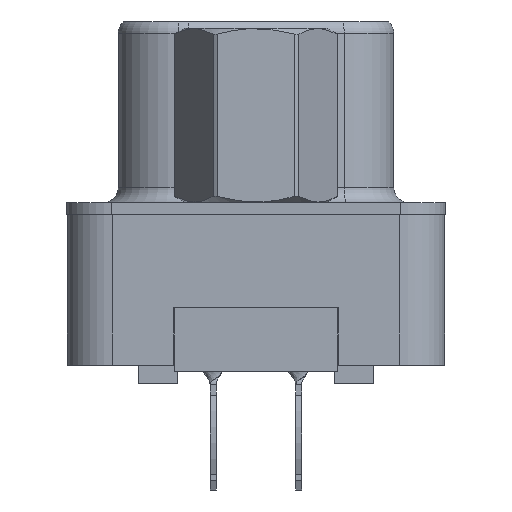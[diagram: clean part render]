
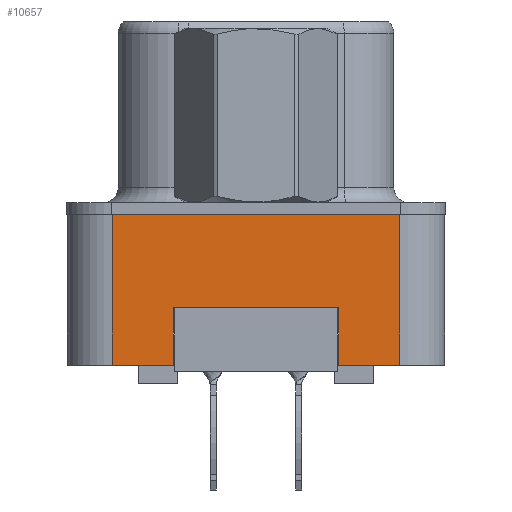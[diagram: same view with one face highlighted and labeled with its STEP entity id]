
A CAD part, left-side view. The second image highlights one B-rep face of the part: STEP entity #10657.
In plain terms, the highlighted planar face has unit normal (-1, 0, 0).
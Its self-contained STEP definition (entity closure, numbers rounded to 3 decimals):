
#37 = EDGE_CURVE ( 'NONE', #19269, #23366, #5693, .T. ) ;
#273 = ORIENTED_EDGE ( 'NONE', *, *, #11009, .T. ) ;
#483 = CARTESIAN_POINT ( 'NONE',  ( -2.935, -4.775, -5. ) ) ;
#637 = ORIENTED_EDGE ( 'NONE', *, *, #4409, .F. ) ;
#689 = LINE ( 'NONE', #12473, #24425 ) ;
#775 = CARTESIAN_POINT ( 'NONE',  ( -2.935, -4.775, 0. ) ) ;
#908 = CARTESIAN_POINT ( 'NONE',  ( -2.935, 2.75, -5. ) ) ;
#1148 = LINE ( 'NONE', #18599, #9145 ) ;
#1201 = ORIENTED_EDGE ( 'NONE', *, *, #9659, .F. ) ;
#1986 = ORIENTED_EDGE ( 'NONE', *, *, #37, .F. ) ;
#2585 = EDGE_CURVE ( 'NONE', #3535, #13104, #9326, .T. ) ;
#2912 = DIRECTION ( 'NONE',  ( 0., -1., 0. ) ) ;
#3253 = LINE ( 'NONE', #13132, #4611 ) ;
#3423 = VECTOR ( 'NONE', #20622, 1000. ) ;
#3535 = VERTEX_POINT ( 'NONE', #9086 ) ;
#4218 = ORIENTED_EDGE ( 'NONE', *, *, #5244, .T. ) ;
#4409 = EDGE_CURVE ( 'NONE', #24048, #10028, #4786, .T. ) ;
#4538 = ORIENTED_EDGE ( 'NONE', *, *, #2585, .T. ) ;
#4611 = VECTOR ( 'NONE', #9490, 1000. ) ;
#4668 = CARTESIAN_POINT ( 'NONE',  ( -2.935, 2.75, -3.1 ) ) ;
#4786 = LINE ( 'NONE', #775, #19409 ) ;
#5029 = DIRECTION ( 'NONE',  ( 0., -1., 0. ) ) ;
#5244 = EDGE_CURVE ( 'NONE', #22074, #23366, #17683, .T. ) ;
#5693 = LINE ( 'NONE', #9565, #20072 ) ;
#5957 = AXIS2_PLACEMENT_3D ( 'NONE', #20495, #22608, #10830 ) ;
#7258 = CARTESIAN_POINT ( 'NONE',  ( -2.935, 2.75, -3.1 ) ) ;
#7946 = CARTESIAN_POINT ( 'NONE',  ( -2.935, -2.75, -5. ) ) ;
#8133 = DIRECTION ( 'NONE',  ( 0., -1., 0. ) ) ;
#9000 = LINE ( 'NONE', #7258, #15928 ) ;
#9086 = CARTESIAN_POINT ( 'NONE',  ( -2.935, -2.75, -3.1 ) ) ;
#9145 = VECTOR ( 'NONE', #5029, 1000. ) ;
#9326 = LINE ( 'NONE', #21005, #3423 ) ;
#9490 = DIRECTION ( 'NONE',  ( 0., 0., 1. ) ) ;
#9565 = CARTESIAN_POINT ( 'NONE',  ( -2.935, 2.75, -3.1 ) ) ;
#9659 = EDGE_CURVE ( 'NONE', #3535, #19269, #9000, .T. ) ;
#10028 = VERTEX_POINT ( 'NONE', #21789 ) ;
#10343 = DIRECTION ( 'NONE',  ( 0., 0., 1. ) ) ;
#10657 = ADVANCED_FACE ( 'NONE', ( #11194 ), #12703, .T. ) ;
#10830 = DIRECTION ( 'NONE',  ( 0., 0., 1. ) ) ;
#10838 = CARTESIAN_POINT ( 'NONE',  ( -2.935, 4.775, 0. ) ) ;
#11004 = EDGE_LOOP ( 'NONE', ( #4538, #273, #19393, #637, #15626, #4218, #1986, #1201 ) ) ;
#11009 = EDGE_CURVE ( 'NONE', #13104, #19021, #1148, .T. ) ;
#11194 = FACE_OUTER_BOUND ( 'NONE', #11004, .T. ) ;
#11313 = CARTESIAN_POINT ( 'NONE',  ( -2.935, -4.775, -5. ) ) ;
#12473 = CARTESIAN_POINT ( 'NONE',  ( -2.935, -4.775, -5. ) ) ;
#12703 = PLANE ( 'NONE',  #5957 ) ;
#13019 = CARTESIAN_POINT ( 'NONE',  ( -2.935, 4.775, -5. ) ) ;
#13104 = VERTEX_POINT ( 'NONE', #7946 ) ;
#13132 = CARTESIAN_POINT ( 'NONE',  ( -2.935, 4.775, -5. ) ) ;
#14194 = DIRECTION ( 'NONE',  ( 0., 1., 0. ) ) ;
#15626 = ORIENTED_EDGE ( 'NONE', *, *, #23730, .F. ) ;
#15928 = VECTOR ( 'NONE', #14194, 1000. ) ;
#17683 = LINE ( 'NONE', #483, #21432 ) ;
#18599 = CARTESIAN_POINT ( 'NONE',  ( -2.935, -4.775, -5. ) ) ;
#19021 = VERTEX_POINT ( 'NONE', #11313 ) ;
#19119 = DIRECTION ( 'NONE',  ( 0., 0., -1. ) ) ;
#19269 = VERTEX_POINT ( 'NONE', #4668 ) ;
#19393 = ORIENTED_EDGE ( 'NONE', *, *, #22848, .T. ) ;
#19409 = VECTOR ( 'NONE', #2912, 1000. ) ;
#20072 = VECTOR ( 'NONE', #19119, 1000. ) ;
#20495 = CARTESIAN_POINT ( 'NONE',  ( -2.935, -4.775, -5. ) ) ;
#20622 = DIRECTION ( 'NONE',  ( 0., 0., -1. ) ) ;
#21005 = CARTESIAN_POINT ( 'NONE',  ( -2.935, -2.75, -3.1 ) ) ;
#21432 = VECTOR ( 'NONE', #8133, 1000. ) ;
#21789 = CARTESIAN_POINT ( 'NONE',  ( -2.935, -4.775, 0. ) ) ;
#22074 = VERTEX_POINT ( 'NONE', #13019 ) ;
#22608 = DIRECTION ( 'NONE',  ( -1., 0., 0. ) ) ;
#22848 = EDGE_CURVE ( 'NONE', #19021, #10028, #689, .T. ) ;
#23366 = VERTEX_POINT ( 'NONE', #908 ) ;
#23730 = EDGE_CURVE ( 'NONE', #22074, #24048, #3253, .T. ) ;
#24048 = VERTEX_POINT ( 'NONE', #10838 ) ;
#24425 = VECTOR ( 'NONE', #10343, 1000. ) ;
